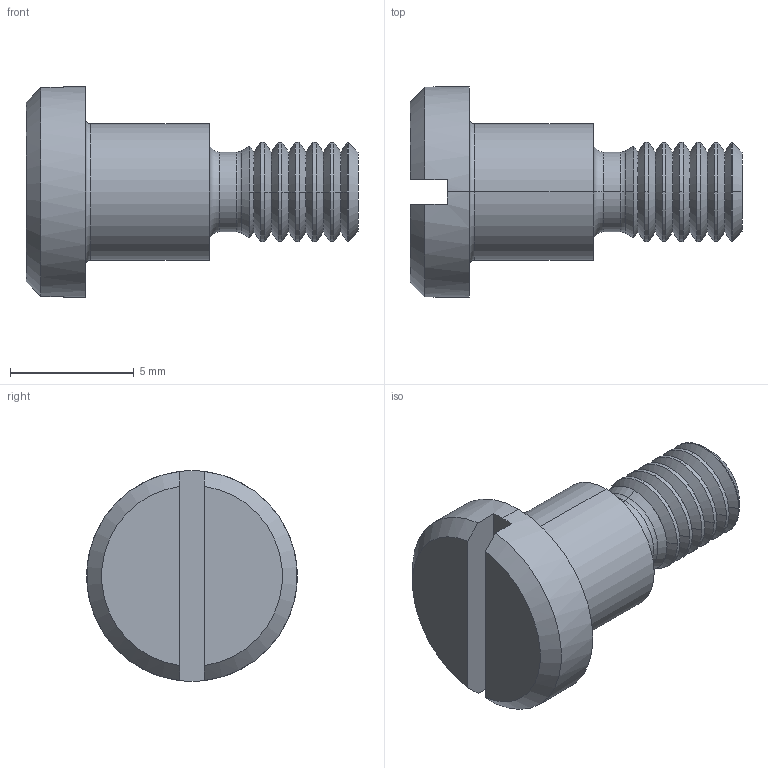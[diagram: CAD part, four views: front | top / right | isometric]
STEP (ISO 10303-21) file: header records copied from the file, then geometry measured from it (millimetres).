
FILE_DESCRIPTION (( 'STEP AP214' ), '1' );
FILE_NAME ('slotted pan shoulder screw_din.STEP', '2025-07-06T08:34:28', ( '' ), ( '' ), 'SwSTEP 2.0', 'SolidWorks 2025', '' );
FILE_SCHEMA (( 'AUTOMOTIVE_DESIGN' ));
Length unit declared in the file: millimetre
Products named in the file (1): slotted pan shoulder screw_din_DIN 923 - M4 x 5 --- 6S
Bounding box: 13.4 x 8.5 x 8.5 mm (x, y, z)
Volume: 299 mm3; surface area: 369.8 mm2
Topology: 1 solids, 1 shells, 62 faces, 152 edges, 94 vertices
Faces by surface type: cone 30, cylinder 18, plane 8, torus 6
Entity records: 1892 total; most frequent: DIRECTION 368, CARTESIAN_POINT 321, ORIENTED_EDGE 304, AXIS2_PLACEMENT_3D 157, EDGE_CURVE 152, CIRCLE 94, VERTEX_POINT 94, EDGE_LOOP 64
